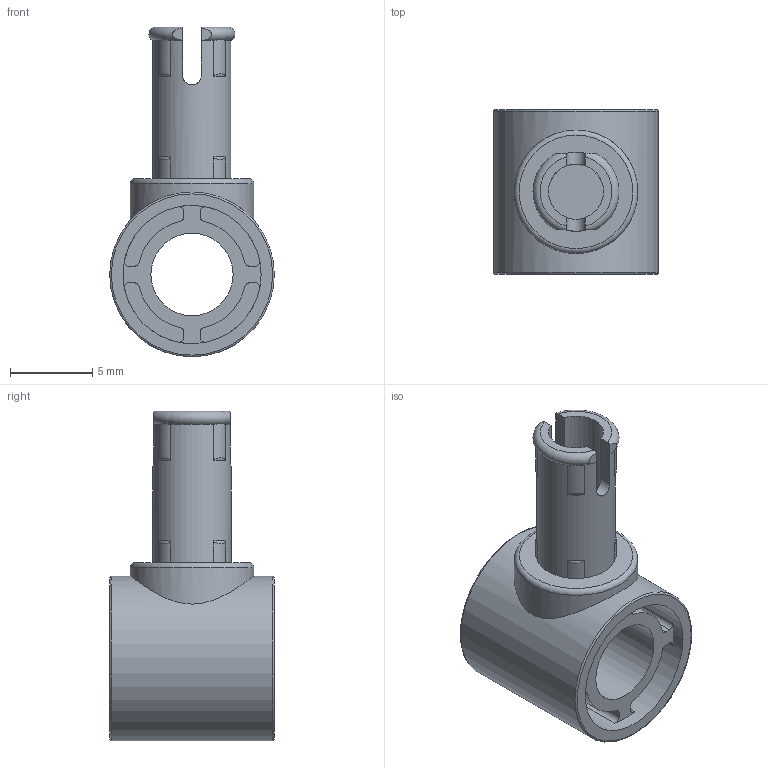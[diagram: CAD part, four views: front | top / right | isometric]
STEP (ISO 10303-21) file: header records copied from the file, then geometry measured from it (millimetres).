
FILE_DESCRIPTION(/* description */ (''),/* implementation_level */ '2;1');
FILE_NAME(/* name */ 'CC1x1.stp',/* time_stamp */ '2019-05-10T14:12:44+02:00',/* author */ ('Varga Daniel'),/* organization */ (''),/* preprocessor_version */ 'ST-DEVELOPER v18',/* originating_system */ 'Autodesk Inventor 2020',/* authorisation */ '');
FILE_SCHEMA (('AUTOMOTIVE_DESIGN { 1 0 10303 214 3 1 1 }'));
Length unit declared in the file: millimetre
Products named in the file (1): CC1x1
Bounding box: 10 x 10 x 20.02 mm (x, y, z)
Volume: 531 mm3; surface area: 1202.3 mm2
Topology: 1 solids, 1 shells, 110 faces, 332 edges, 227 vertices
Faces by surface type: cylinder 57, plane 40, bspline 8, torus 5
Full cylindrical faces by diameter (mm): 3.35 x1, 4.8 x1, 5 x1, 7.5 x1, 8.4 x2, 10 x1
Entity records: 5006 total; most frequent: CARTESIAN_POINT 1917, ORIENTED_EDGE 664, DIRECTION 646, EDGE_CURVE 332, AXIS2_PLACEMENT_3D 253, VERTEX_POINT 227, CIRCLE 150, LINE 140
